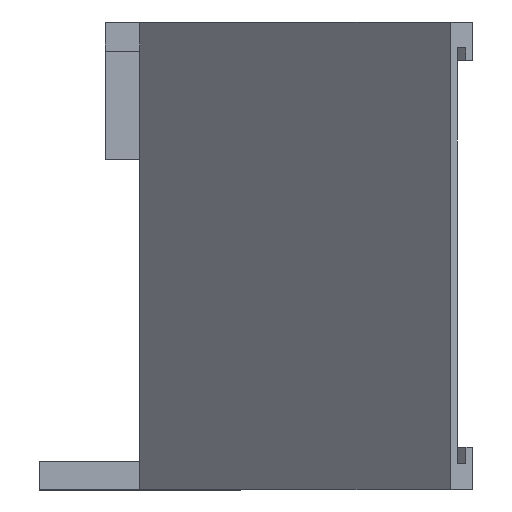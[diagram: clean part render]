
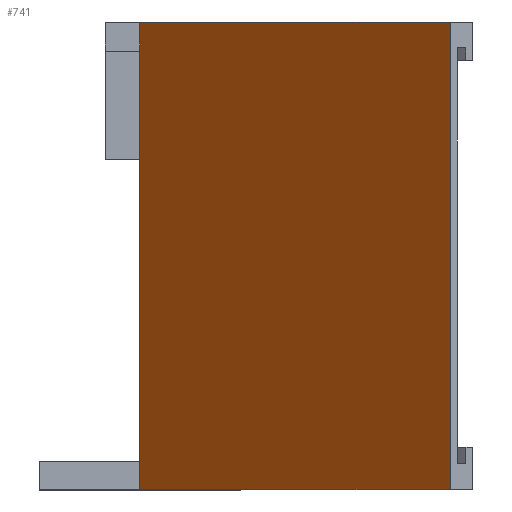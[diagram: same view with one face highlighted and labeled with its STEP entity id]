
A CAD part, top view. The second image highlights one B-rep face of the part: STEP entity #741.
In plain terms, the highlighted planar face has unit normal (-0.707, 0, 0.707).
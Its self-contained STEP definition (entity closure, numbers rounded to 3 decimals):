
#37=FACE_OUTER_BOUND('',#74,.T.);
#74=EDGE_LOOP('',(#608,#609,#610,#611,#612,#613));
#94=LINE('',#1002,#199);
#113=LINE('',#1042,#218);
#135=LINE('',#1085,#240);
#167=LINE('',#1146,#272);
#169=LINE('',#1150,#274);
#171=LINE('',#1153,#276);
#199=VECTOR('',#816,10.);
#218=VECTOR('',#843,10.);
#240=VECTOR('',#871,10.);
#272=VECTOR('',#927,10.);
#274=VECTOR('',#931,10.);
#276=VECTOR('',#935,10.);
#304=VERTEX_POINT('',#999);
#305=VERTEX_POINT('',#1001);
#321=VERTEX_POINT('',#1037);
#322=VERTEX_POINT('',#1041);
#340=VERTEX_POINT('',#1083);
#358=VERTEX_POINT('',#1148);
#372=EDGE_CURVE('',#304,#305,#94,.T.);
#391=EDGE_CURVE('',#322,#321,#113,.T.);
#413=EDGE_CURVE('',#321,#340,#135,.T.);
#445=EDGE_CURVE('',#340,#305,#167,.T.);
#447=EDGE_CURVE('',#358,#304,#169,.T.);
#449=EDGE_CURVE('',#358,#322,#171,.T.);
#608=ORIENTED_EDGE('',*,*,#449,.T.);
#609=ORIENTED_EDGE('',*,*,#391,.T.);
#610=ORIENTED_EDGE('',*,*,#413,.T.);
#611=ORIENTED_EDGE('',*,*,#445,.T.);
#612=ORIENTED_EDGE('',*,*,#372,.F.);
#613=ORIENTED_EDGE('',*,*,#447,.F.);
#704=PLANE('',#792);
#741=ADVANCED_FACE('',(#37),#704,.T.);
#792=AXIS2_PLACEMENT_3D('',#1154,#936,#937);
#816=DIRECTION('',(0.,-1.,0.));
#843=DIRECTION('',(0.,-1.,0.));
#871=DIRECTION('',(0.,-1.,0.));
#927=DIRECTION('',(0.707,0.,0.707));
#931=DIRECTION('',(0.707,0.,0.707));
#935=DIRECTION('',(0.,-1.,0.));
#936=DIRECTION('center_axis',(-0.707,0.,0.707));
#937=DIRECTION('ref_axis',(0.707,0.,0.707));
#999=CARTESIAN_POINT('',(86.761,42.13,62.651));
#1001=CARTESIAN_POINT('',(86.761,-42.87,62.651));
#1002=CARTESIAN_POINT('',(86.761,-39.37,62.651));
#1037=CARTESIAN_POINT('',(30.286,-37.67,6.175));
#1041=CARTESIAN_POINT('',(30.286,36.93,6.175));
#1042=CARTESIAN_POINT('',(30.286,-37.27,6.175));
#1083=CARTESIAN_POINT('',(30.286,-42.87,6.175));
#1085=CARTESIAN_POINT('',(30.286,-37.27,6.175));
#1146=CARTESIAN_POINT('',(79.69,-42.87,55.58));
#1148=CARTESIAN_POINT('',(30.286,42.13,6.175));
#1150=CARTESIAN_POINT('',(29.439,42.13,5.329));
#1153=CARTESIAN_POINT('',(30.286,-37.27,6.175));
#1154=CARTESIAN_POINT('Origin',(29.593,-39.37,5.482));
